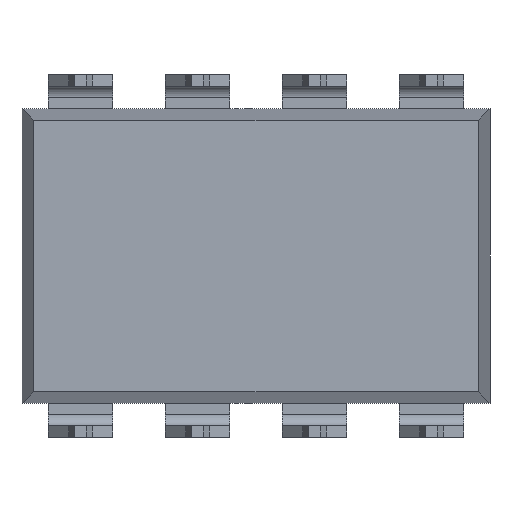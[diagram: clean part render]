
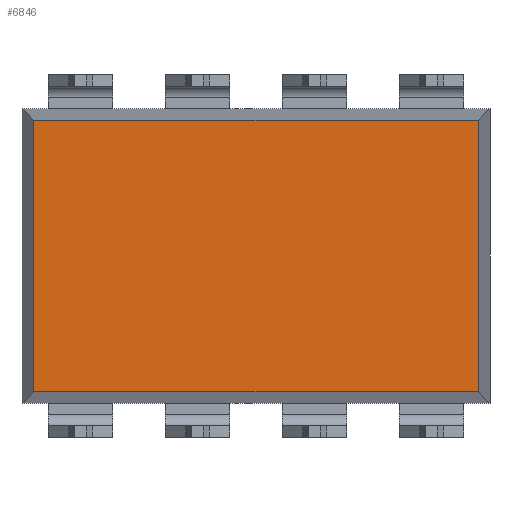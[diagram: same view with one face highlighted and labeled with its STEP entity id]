
A CAD part, front view. The second image highlights one B-rep face of the part: STEP entity #6846.
In plain terms, the highlighted planar face has unit normal (0, -1, 0).
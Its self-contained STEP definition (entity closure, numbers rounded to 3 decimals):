
#16=DIRECTION('',(0.,0.,-1.));
#17=VECTOR('',#16,5.9);
#18=CARTESIAN_POINT('',(-4.83,0.,2.95));
#19=LINE('',#18,#17);
#24=DIRECTION('',(-1.,0.,0.));
#25=VECTOR('',#24,9.66);
#26=CARTESIAN_POINT('',(4.83,0.,2.95));
#27=LINE('',#26,#25);
#31=DIRECTION('',(0.,0.,1.));
#32=VECTOR('',#31,5.9);
#33=CARTESIAN_POINT('',(4.83,0.,-2.95));
#34=LINE('',#33,#32);
#38=DIRECTION('',(1.,0.,0.));
#39=VECTOR('',#38,9.66);
#40=CARTESIAN_POINT('',(-4.83,0.,-2.95));
#41=LINE('',#40,#39);
#5759=CARTESIAN_POINT('',(-4.83,0.,2.95));
#5760=CARTESIAN_POINT('',(-4.83,0.,-2.95));
#5761=VERTEX_POINT('',#5759);
#5762=VERTEX_POINT('',#5760);
#5775=CARTESIAN_POINT('',(4.83,0.,-2.95));
#5776=CARTESIAN_POINT('',(4.83,0.,2.95));
#5777=VERTEX_POINT('',#5775);
#5778=VERTEX_POINT('',#5776);
#6831=CARTESIAN_POINT('',(0.,0.,0.));
#6832=DIRECTION('',(0.,1.,0.));
#6833=DIRECTION('',(1.,0.,0.));
#6834=AXIS2_PLACEMENT_3D('',#6831,#6832,#6833);
#6835=PLANE('',#6834);
#6837=ORIENTED_EDGE('',*,*,#6836,.F.);
#6839=ORIENTED_EDGE('',*,*,#6838,.F.);
#6841=ORIENTED_EDGE('',*,*,#6840,.F.);
#6843=ORIENTED_EDGE('',*,*,#6842,.F.);
#6844=EDGE_LOOP('',(#6837,#6839,#6841,#6843));
#6845=FACE_OUTER_BOUND('',#6844,.F.);
#6846=ADVANCED_FACE('',(#6845),#6835,.F.);
#6836=EDGE_CURVE('',#5761,#5762,#19,.T.);
#6838=EDGE_CURVE('',#5778,#5761,#27,.T.);
#6840=EDGE_CURVE('',#5777,#5778,#34,.T.);
#6842=EDGE_CURVE('',#5762,#5777,#41,.T.);
